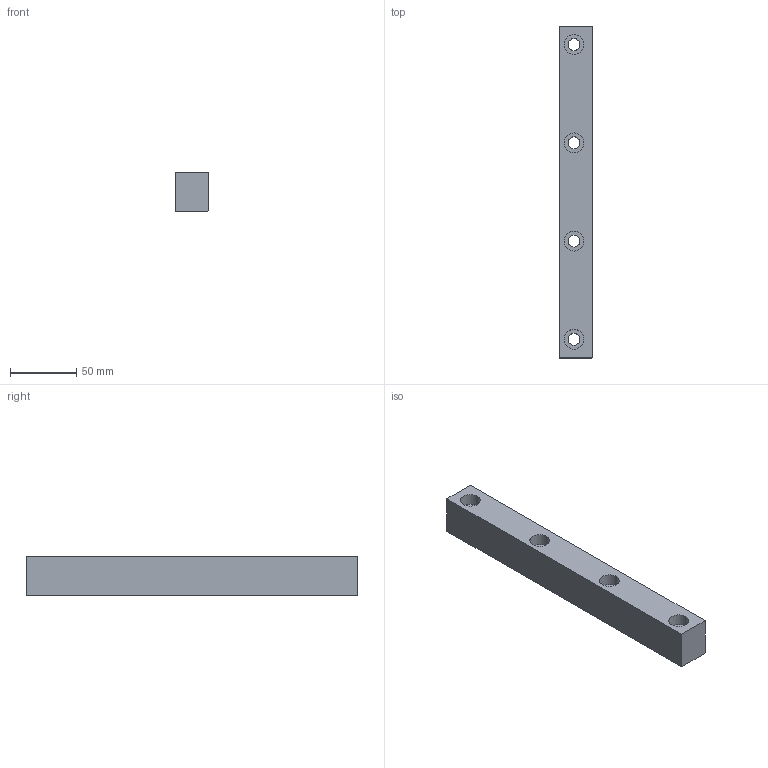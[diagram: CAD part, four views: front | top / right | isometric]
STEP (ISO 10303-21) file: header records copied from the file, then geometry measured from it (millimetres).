
FILE_DESCRIPTION(('STEP AP214'),'1');
FILE_NAME('cctmp_BBFDF2EA-6D97-458F-ABF6-8647F6502901_2023_07_27_16_08_38_0135_100564..stp','2023-07-27T14:08:38',('Meusburger Georg GmbH & Co KG'),('CADClick - www.CADClick.com'),'Spatial InterOp 3D',' ','unknown authorization');
FILE_SCHEMA(('AUTOMOTIVE_DESIGN'));
Length unit declared in the file: millimetre
Products named in the file (1): E 3141_25_30_250
Bounding box: 25 x 250 x 30 mm (x, y, z)
Volume: 175714.4 mm3; surface area: 32444.8 mm2
Topology: 1 solids, 1 shells, 27 faces, 63 edges, 42 vertices
Faces by surface type: cylinder 16, plane 11
Entity records: 1045 total; most frequent: DIRECTION 151, CARTESIAN_POINT 133, ORIENTED_EDGE 126, EDGE_CURVE 63, AXIS2_PLACEMENT_3D 60, VERTEX_POINT 42, EDGE_LOOP 39, CIRCLE 32
